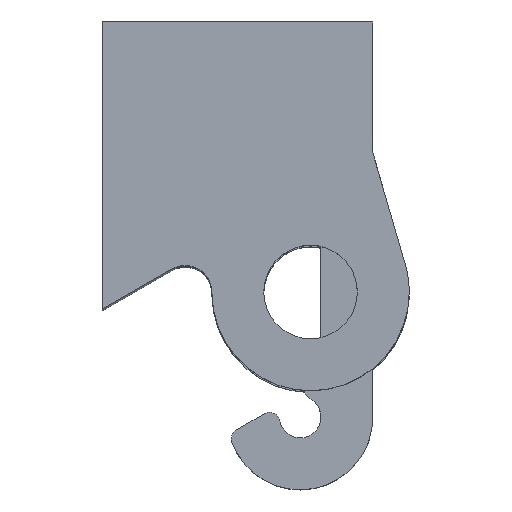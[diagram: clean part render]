
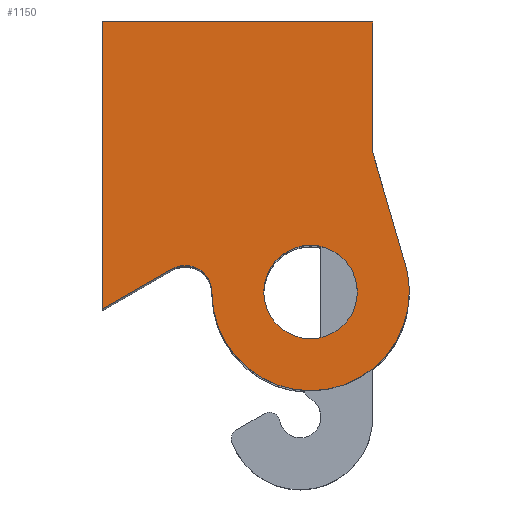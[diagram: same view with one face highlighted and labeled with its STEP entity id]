
A CAD part, top view. The second image highlights one B-rep face of the part: STEP entity #1150.
In plain terms, the highlighted planar face has unit normal (0, 0, 1).
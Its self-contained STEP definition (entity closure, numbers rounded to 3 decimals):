
#1 = VECTOR ( 'NONE', #665, 1000. ) ;
#20 = VERTEX_POINT ( 'NONE', #85 ) ;
#24 = ORIENTED_EDGE ( 'NONE', *, *, #228, .F. ) ;
#26 = CARTESIAN_POINT ( 'NONE',  ( 13.999, 4.074, 25.25 ) ) ;
#47 = CARTESIAN_POINT ( 'NONE',  ( 13., 7.506, 25.25 ) ) ;
#49 = DIRECTION ( 'NONE',  ( -0.866, -0.5, 0. ) ) ;
#54 = CARTESIAN_POINT ( 'NONE',  ( 10., 0.815, 25.25 ) ) ;
#69 = CARTESIAN_POINT ( 'NONE',  ( 14.75, 0.815, 25.25 ) ) ;
#85 = CARTESIAN_POINT ( 'NONE',  ( 0., 0., 25.25 ) ) ;
#114 = EDGE_CURVE ( 'NONE', #785, #834, #1206, .T. ) ;
#117 = CARTESIAN_POINT ( 'NONE',  ( 5.25, 0.808, 25.25 ) ) ;
#138 = CARTESIAN_POINT ( 'NONE',  ( 10., 0.815, 25.25 ) ) ;
#142 = VECTOR ( 'NONE', #609, 1000. ) ;
#144 = DIRECTION ( 'NONE',  ( 1., 0., 0. ) ) ;
#156 = EDGE_CURVE ( 'NONE', #642, #768, #1245, .T. ) ;
#157 = ORIENTED_EDGE ( 'NONE', *, *, #390, .F. ) ;
#178 = EDGE_LOOP ( 'NONE', ( #1070, #1041 ) ) ;
#202 = EDGE_CURVE ( 'NONE', #725, #20, #457, .T. ) ;
#228 = EDGE_CURVE ( 'NONE', #750, #620, #346, .T. ) ;
#259 = FACE_OUTER_BOUND ( 'NONE', #1011, .T. ) ;
#260 = ORIENTED_EDGE ( 'NONE', *, *, #1218, .T. ) ;
#266 = DIRECTION ( 'NONE',  ( 1., 0., 0. ) ) ;
#267 = CIRCLE ( 'NONE', #435, 1.285 ) ;
#326 = AXIS2_PLACEMENT_3D ( 'NONE', #720, #436, #532 ) ;
#344 = CARTESIAN_POINT ( 'NONE',  ( 0., 0., 25.25 ) ) ;
#346 = LINE ( 'NONE', #743, #1270 ) ;
#365 = DIRECTION ( 'NONE',  ( 0., 0., 1. ) ) ;
#368 = CARTESIAN_POINT ( 'NONE',  ( 14.561, 2.142, 25.25 ) ) ;
#390 = EDGE_CURVE ( 'NONE', #551, #834, #526, .T. ) ;
#392 = ORIENTED_EDGE ( 'NONE', *, *, #202, .F. ) ;
#411 = CARTESIAN_POINT ( 'NONE',  ( 3.323, 1.919, 25.25 ) ) ;
#417 = ORIENTED_EDGE ( 'NONE', *, *, #556, .F. ) ;
#425 = ORIENTED_EDGE ( 'NONE', *, *, #1038, .F. ) ;
#434 = VECTOR ( 'NONE', #692, 1000. ) ;
#435 = AXIS2_PLACEMENT_3D ( 'NONE', #1035, #1063, #144 ) ;
#436 = DIRECTION ( 'NONE',  ( 0., 0., 1. ) ) ;
#455 = CARTESIAN_POINT ( 'NONE',  ( 0., 13.808, 25.25 ) ) ;
#457 = LINE ( 'NONE', #713, #1226 ) ;
#490 = VERTEX_POINT ( 'NONE', #117 ) ;
#507 = CARTESIAN_POINT ( 'NONE',  ( 13., 13.808, 25.25 ) ) ;
#518 = CARTESIAN_POINT ( 'NONE',  ( 13., 0., 25.25 ) ) ;
#526 = LINE ( 'NONE', #26, #434 ) ;
#532 = DIRECTION ( 'NONE',  ( 1., 0., 0. ) ) ;
#551 = VERTEX_POINT ( 'NONE', #47 ) ;
#556 = EDGE_CURVE ( 'NONE', #490, #725, #267, .T. ) ;
#569 = FACE_BOUND ( 'NONE', #178, .T. ) ;
#575 = ORIENTED_EDGE ( 'NONE', *, *, #114, .T. ) ;
#605 = AXIS2_PLACEMENT_3D ( 'NONE', #956, #940, #1248 ) ;
#609 = DIRECTION ( 'NONE',  ( 0., -1., 0. ) ) ;
#620 = VERTEX_POINT ( 'NONE', #507 ) ;
#642 = VERTEX_POINT ( 'NONE', #674 ) ;
#647 = DIRECTION ( 'NONE',  ( 0., 0., 1. ) ) ;
#665 = DIRECTION ( 'NONE',  ( 0., 1., 0. ) ) ;
#674 = CARTESIAN_POINT ( 'NONE',  ( 7.75, 0.815, 25.25 ) ) ;
#684 = ORIENTED_EDGE ( 'NONE', *, *, #860, .F. ) ;
#692 = DIRECTION ( 'NONE',  ( 0.279, -0.96, 0. ) ) ;
#707 = LINE ( 'NONE', #518, #142 ) ;
#713 = CARTESIAN_POINT ( 'NONE',  ( 0., 0., 25.25 ) ) ;
#720 = CARTESIAN_POINT ( 'NONE',  ( 10., 0.815, 25.25 ) ) ;
#725 = VERTEX_POINT ( 'NONE', #411 ) ;
#743 = CARTESIAN_POINT ( 'NONE',  ( 0., 13.808, 25.25 ) ) ;
#750 = VERTEX_POINT ( 'NONE', #455 ) ;
#760 = DIRECTION ( 'NONE',  ( 1., 0., 0. ) ) ;
#768 = VERTEX_POINT ( 'NONE', #1053 ) ;
#781 = AXIS2_PLACEMENT_3D ( 'NONE', #138, #647, #1132 ) ;
#785 = VERTEX_POINT ( 'NONE', #69 ) ;
#834 = VERTEX_POINT ( 'NONE', #368 ) ;
#843 = EDGE_CURVE ( 'NONE', #768, #642, #1274, .T. ) ;
#852 = LINE ( 'NONE', #344, #1 ) ;
#860 = EDGE_CURVE ( 'NONE', #20, #750, #852, .T. ) ;
#892 = AXIS2_PLACEMENT_3D ( 'NONE', #1159, #365, #266 ) ;
#940 = DIRECTION ( 'NONE',  ( 0., 0., 1. ) ) ;
#956 = CARTESIAN_POINT ( 'NONE',  ( 0., 0., 25.25 ) ) ;
#964 = PLANE ( 'NONE',  #605 ) ;
#973 = AXIS2_PLACEMENT_3D ( 'NONE', #54, #1272, #760 ) ;
#1011 = EDGE_LOOP ( 'NONE', ( #392, #417, #260, #575, #157, #425, #24, #684 ) ) ;
#1035 = CARTESIAN_POINT ( 'NONE',  ( 3.965, 0.806, 25.25 ) ) ;
#1038 = EDGE_CURVE ( 'NONE', #620, #551, #707, .T. ) ;
#1041 = ORIENTED_EDGE ( 'NONE', *, *, #156, .F. ) ;
#1053 = CARTESIAN_POINT ( 'NONE',  ( 12.25, 0.815, 25.25 ) ) ;
#1063 = DIRECTION ( 'NONE',  ( 0., 0., 1. ) ) ;
#1070 = ORIENTED_EDGE ( 'NONE', *, *, #843, .F. ) ;
#1132 = DIRECTION ( 'NONE',  ( 1., 0., 0. ) ) ;
#1142 = DIRECTION ( 'NONE',  ( 1., 0., 0. ) ) ;
#1150 = ADVANCED_FACE ( 'NONE', ( #259, #569 ), #964, .T. ) ;
#1159 = CARTESIAN_POINT ( 'NONE',  ( 10., 0.815, 25.25 ) ) ;
#1206 = CIRCLE ( 'NONE', #326, 4.75 ) ;
#1209 = CIRCLE ( 'NONE', #892, 4.75 ) ;
#1218 = EDGE_CURVE ( 'NONE', #490, #785, #1209, .T. ) ;
#1226 = VECTOR ( 'NONE', #49, 1000. ) ;
#1245 = CIRCLE ( 'NONE', #781, 2.25 ) ;
#1248 = DIRECTION ( 'NONE',  ( 1., 0., 0. ) ) ;
#1270 = VECTOR ( 'NONE', #1142, 1000. ) ;
#1272 = DIRECTION ( 'NONE',  ( 0., 0., 1. ) ) ;
#1274 = CIRCLE ( 'NONE', #973, 2.25 ) ;
